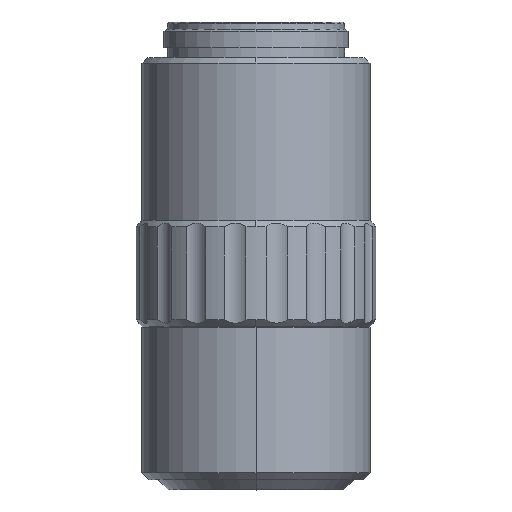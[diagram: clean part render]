
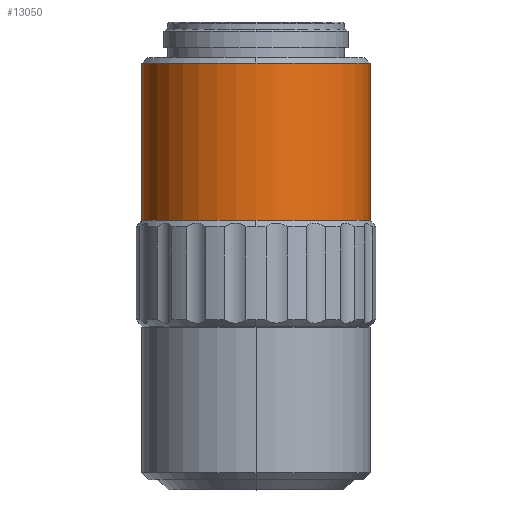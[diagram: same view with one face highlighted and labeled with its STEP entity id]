
A CAD part, top view. The second image highlights one B-rep face of the part: STEP entity #13050.
In plain terms, the highlighted cylindrical face has radius 16.1 mm (diameter 32.2 mm), a partial arc.
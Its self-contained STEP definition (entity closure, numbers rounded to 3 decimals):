
#12560=CARTESIAN_POINT('',(0.,-5.,0.));
#12570=DIRECTION('',(0.,1.,0.));
#12580=DIRECTION('',(-1.,0.,0.));
#12590=AXIS2_PLACEMENT_3D('',#12560,#12570,#12580);
#12600=CYLINDRICAL_SURFACE('',#12590,16.1);
#12610=CARTESIAN_POINT('',(-16.1,-5.,0.));
#12620=DIRECTION('',(0.,1.,0.));
#12630=VECTOR('',#12620,1.);
#12640=LINE('',#12610,#12630);
#12650=CARTESIAN_POINT('',(-16.1,-28.,0.));
#12660=VERTEX_POINT('',#12650);
#12670=CARTESIAN_POINT('',(-16.1,-5.8,0.));
#12680=VERTEX_POINT('',#12670);
#12690=EDGE_CURVE('',#12660,#12680,#12640,.T.);
#12700=ORIENTED_EDGE('',*,*,#12690,.F.);
#12710=CARTESIAN_POINT('',(0.,-5.8,0.));
#12720=DIRECTION('',(-0.,1.,0.));
#12730=DIRECTION('',(1.,0.,0.));
#12740=AXIS2_PLACEMENT_3D('',#12710,#12720,#12730);
#12750=CIRCLE('',#12740,16.1);
#12760=CARTESIAN_POINT('',(0.,-5.8,
16.1));
#12770=VERTEX_POINT('',#12760);
#12780=EDGE_CURVE('',#12680,#12770,#12750,.T.);
#12790=ORIENTED_EDGE('',*,*,#12780,.F.);
#12800=CARTESIAN_POINT('',(16.1,-5.8,0.))
;
#12810=VERTEX_POINT('',#12800);
#12820=EDGE_CURVE('',#12770,#12810,#12750,.T.);
#12830=ORIENTED_EDGE('',*,*,#12820,.F.);
#12840=CARTESIAN_POINT('',(16.1,-5.,0.));
#12850=DIRECTION('',(0.,1.,0.));
#12860=VECTOR('',#12850,1.);
#12870=LINE('',#12840,#12860);
#12880=CARTESIAN_POINT('',(16.1,-28.,0.))
;
#12890=VERTEX_POINT('',#12880);
#12900=EDGE_CURVE('',#12890,#12810,#12870,.T.);
#12910=ORIENTED_EDGE('',*,*,#12900,.T.);
#12920=CARTESIAN_POINT('',(0.,-28.,0.));
#12930=DIRECTION('',(0.,-1.,-0.));
#12940=DIRECTION('',(-1.,0.,0.));
#12950=AXIS2_PLACEMENT_3D('',#12920,#12930,#12940);
#12960=CIRCLE('',#12950,16.1);
#12970=CARTESIAN_POINT('',(0.,-28.,16.1))
;
#12980=VERTEX_POINT('',#12970);
#12990=EDGE_CURVE('',#12890,#12980,#12960,.T.);
#13000=ORIENTED_EDGE('',*,*,#12990,.F.);
#13010=EDGE_CURVE('',#12980,#12660,#12960,.T.);
#13020=ORIENTED_EDGE('',*,*,#13010,.F.);
#13030=EDGE_LOOP('',(#13020,#13000,#12910,#12830,#12790,#12700));
#13040=FACE_OUTER_BOUND('',#13030,.T.);
#13050=ADVANCED_FACE('',(#13040),#12600,.T.);
